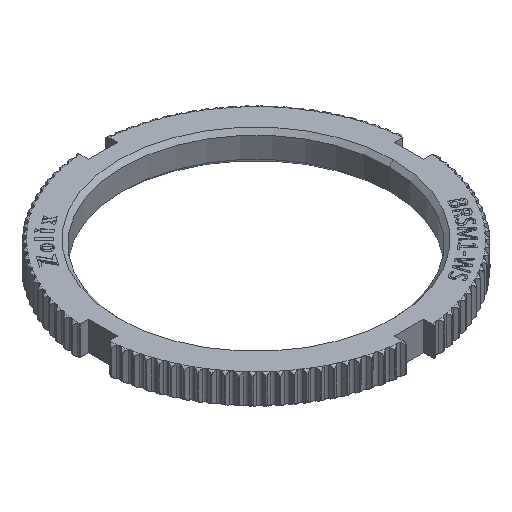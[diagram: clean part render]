
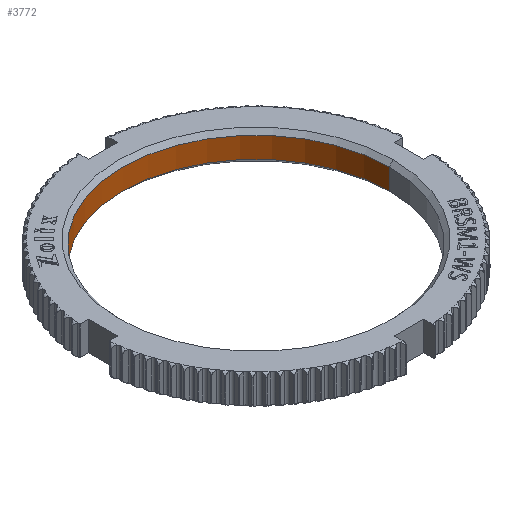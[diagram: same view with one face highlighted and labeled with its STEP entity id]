
A CAD part, isometric view. The second image highlights one B-rep face of the part: STEP entity #3772.
In plain terms, the highlighted cylindrical face has radius 12.8 mm (diameter 25.6 mm), a partial arc.
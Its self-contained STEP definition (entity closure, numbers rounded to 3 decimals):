
#156 = AXIS2_PLACEMENT_3D ( 'NONE', #29375, #26235, #31725 ) ;
#613 = LINE ( 'NONE', #9623, #35152 ) ;
#2134 = CARTESIAN_POINT ( 'NONE',  ( 0., 0., 1. ) ) ;
#2651 = CIRCLE ( 'NONE', #156, 12.8 ) ;
#3191 = EDGE_LOOP ( 'NONE', ( #12307, #26343, #13531, #25486 ) ) ;
#3484 = AXIS2_PLACEMENT_3D ( 'NONE', #2134, #37640, #22728 ) ;
#3772 = ADVANCED_FACE ( 'NONE', ( #14572 ), #24181, .F. ) ;
#5564 = EDGE_CURVE ( 'NONE', #12321, #28662, #14512, .T. ) ;
#5857 = CARTESIAN_POINT ( 'NONE',  ( -12.8, 0., 1.4 ) ) ;
#7217 = CIRCLE ( 'NONE', #3484, 12.8 ) ;
#7281 = VECTOR ( 'NONE', #20954, 1000. ) ;
#9623 = CARTESIAN_POINT ( 'NONE',  ( 12.8, 0., 1.4 ) ) ;
#11460 = VERTEX_POINT ( 'NONE', #15714 ) ;
#12307 = ORIENTED_EDGE ( 'NONE', *, *, #5564, .F. ) ;
#12321 = VERTEX_POINT ( 'NONE', #22054 ) ;
#13531 = ORIENTED_EDGE ( 'NONE', *, *, #21880, .T. ) ;
#14512 = LINE ( 'NONE', #5857, #7281 ) ;
#14572 = FACE_OUTER_BOUND ( 'NONE', #3191, .T. ) ;
#14783 = DIRECTION ( 'NONE',  ( 1., 0., 0. ) ) ;
#15349 = DIRECTION ( 'NONE',  ( 0., 0., 1. ) ) ;
#15704 = VERTEX_POINT ( 'NONE', #37925 ) ;
#15714 = CARTESIAN_POINT ( 'NONE',  ( 12.8, 0., -1. ) ) ;
#16095 = EDGE_CURVE ( 'NONE', #15704, #28662, #7217, .T. ) ;
#20954 = DIRECTION ( 'NONE',  ( 0., 0., 1. ) ) ;
#21593 = DIRECTION ( 'NONE',  ( 0., 0., 1. ) ) ;
#21880 = EDGE_CURVE ( 'NONE', #11460, #15704, #613, .T. ) ;
#22054 = CARTESIAN_POINT ( 'NONE',  ( -12.8, 0., -1. ) ) ;
#22728 = DIRECTION ( 'NONE',  ( 1., 0., 0. ) ) ;
#23365 = EDGE_CURVE ( 'NONE', #11460, #12321, #2651, .T. ) ;
#24181 = CYLINDRICAL_SURFACE ( 'NONE', #30591, 12.8 ) ;
#25486 = ORIENTED_EDGE ( 'NONE', *, *, #16095, .T. ) ;
#26235 = DIRECTION ( 'NONE',  ( 0., 0., 1. ) ) ;
#26343 = ORIENTED_EDGE ( 'NONE', *, *, #23365, .F. ) ;
#28662 = VERTEX_POINT ( 'NONE', #34529 ) ;
#29375 = CARTESIAN_POINT ( 'NONE',  ( 0., 0., -1. ) ) ;
#30591 = AXIS2_PLACEMENT_3D ( 'NONE', #36126, #15349, #14783 ) ;
#31725 = DIRECTION ( 'NONE',  ( 1., 0., 0. ) ) ;
#34529 = CARTESIAN_POINT ( 'NONE',  ( -12.8, 0., 1. ) ) ;
#35152 = VECTOR ( 'NONE', #21593, 1000. ) ;
#36126 = CARTESIAN_POINT ( 'NONE',  ( 0., 0., 1.4 ) ) ;
#37640 = DIRECTION ( 'NONE',  ( 0., 0., 1. ) ) ;
#37925 = CARTESIAN_POINT ( 'NONE',  ( 12.8, 0., 1. ) ) ;
